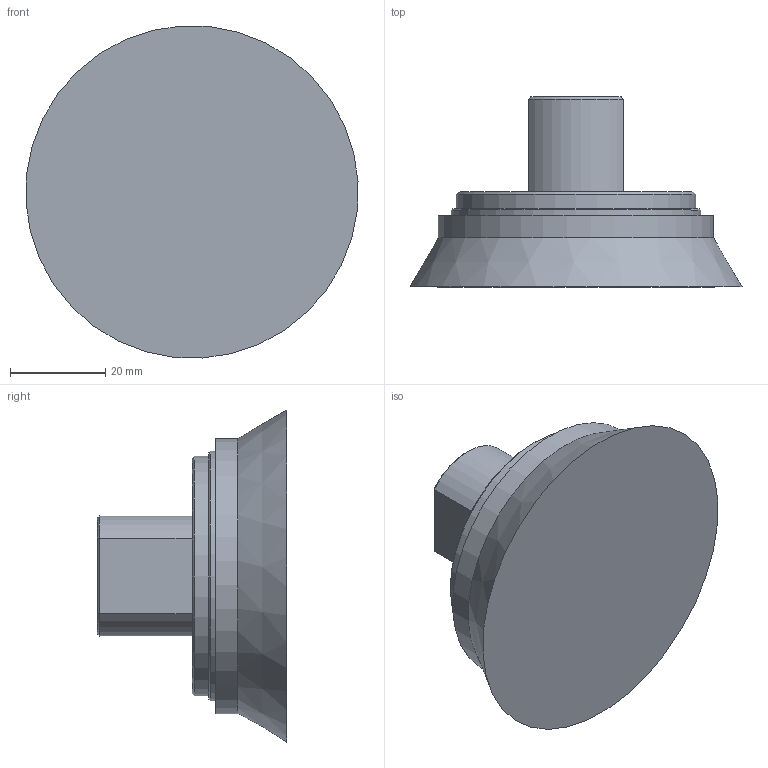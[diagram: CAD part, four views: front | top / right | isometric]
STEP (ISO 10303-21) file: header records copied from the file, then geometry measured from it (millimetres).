
FILE_DESCRIPTION(/* description */ (''),/* implementation_level */ '2;1');
FILE_NAME(/* name */ 'vz71nit.stp',/* time_stamp */ '2022-07-08T08:54:20+02:00',/* author */ ('enginyeria'),/* organization */ (''),/* preprocessor_version */ 'ST-DEVELOPER v17.2',/* originating_system */ 'Autodesk Inventor 2019',/* authorisation */ '');
FILE_SCHEMA (('AUTOMOTIVE_DESIGN { 1 0 10303 214 3 1 1 }'));
Length unit declared in the file: metre
Products named in the file (1): Pieza6
Bounding box: 69.85 x 39.95 x 69.85 mm (x, y, z)
Volume: 63409.9 mm3; surface area: 12440.8 mm2
Topology: 1 solids, 1 shells, 22 faces, 51 edges, 35 vertices
Faces by surface type: plane 10, cone 6, cylinder 6
Full cylindrical faces by diameter (mm): 11.445 x1, 50.4 x1, 52.5 x1, 58 x1
Entity records: 733 total; most frequent: DIRECTION 130, CARTESIAN_POINT 109, ORIENTED_EDGE 102, AXIS2_PLACEMENT_3D 56, EDGE_CURVE 51, VERTEX_POINT 35, CIRCLE 33, EDGE_LOOP 26
